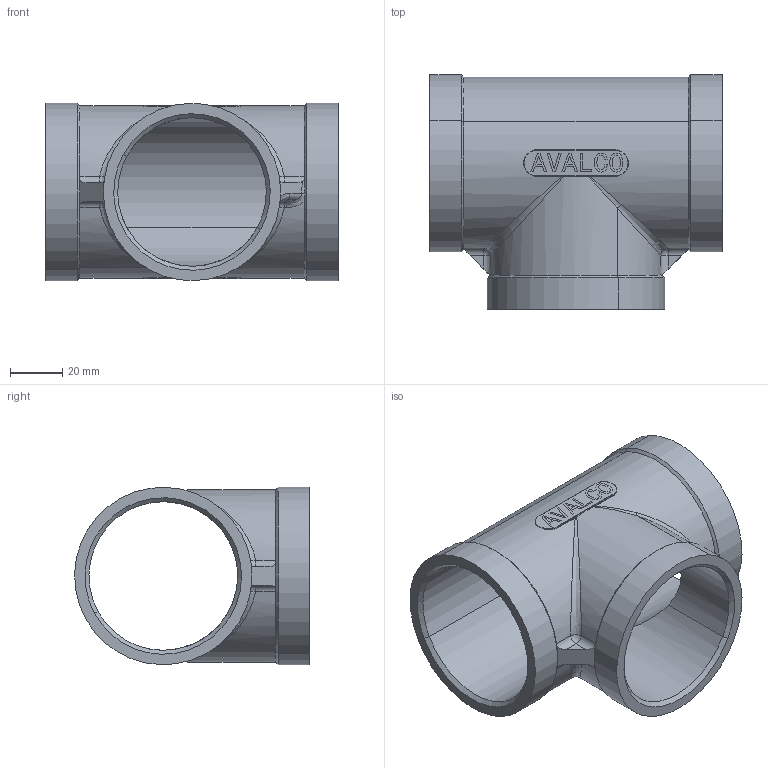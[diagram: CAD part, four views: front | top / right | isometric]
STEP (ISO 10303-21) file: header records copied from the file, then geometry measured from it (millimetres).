
FILE_DESCRIPTION(( 'RX.23.200.200.stp' ), '1');
FILE_NAME( 'RX.23.200.200.stp', '2018-10-10T14:57:55',( 'Sopra'),('sopra-pneumatic.com'), 'SwSTEP 2.0','SolidWorks 2009','' );
FILE_SCHEMA(('CONFIG_CONTROL_DESIGN'));
Length unit declared in the file: millimetre
Products named in the file (1): DS003-G200
Bounding box: 112 x 89.99 x 67.98 mm (x, y, z)
Volume: 120467.5 mm3; surface area: 53043.1 mm2
Topology: 1 solids, 1 shells, 321 faces, 860 edges, 554 vertices
Faces by surface type: plane 243, cylinder 39, bspline 17, cone 12, torus 6, sphere 4
Entity records: 10886 total; most frequent: CARTESIAN_POINT 3301, ORIENTED_EDGE 1712, DIRECTION 1268, EDGE_CURVE 856, VECTOR 700, LINE 700, VERTEX_POINT 554, EDGE_LOOP 342
